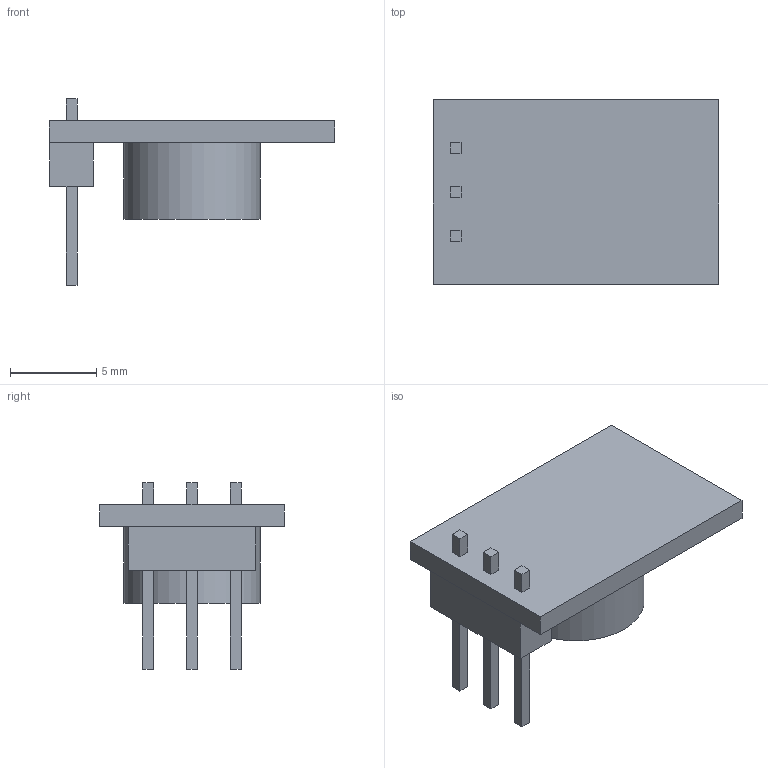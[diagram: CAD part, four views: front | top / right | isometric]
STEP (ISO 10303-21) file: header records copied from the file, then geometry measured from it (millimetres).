
FILE_DESCRIPTION(/* description */ (''),/* implementation_level */ '2;1');
FILE_NAME(/* name */ '409-01-01.stp',/* time_stamp */ '2018-12-25T21:39:09-06:00',/* author */ (''),/* organization */ (''),/* preprocessor_version */ 'ST-DEVELOPER v16.7',/* originating_system */ 'SIEMENS PLM Software NX 12.0',/* authorisation */ '');
FILE_SCHEMA (('AUTOMOTIVE_DESIGN { 1 0 10303 214 3 1 1 1 }'));
Length unit declared in the file: inch
Products named in the file (1): 409-01-01
Bounding box: 16.51 x 10.67 x 10.79 mm (x, y, z)
Volume: 495.6 mm3; surface area: 634.7 mm2
Topology: 1 solids, 1 shells, 43 faces, 99 edges, 66 vertices
Faces by surface type: plane 42, cylinder 1
Full cylindrical faces by diameter (mm): 7.874 x1
Entity records: 1520 total; most frequent: CARTESIAN_POINT 208, ORIENTED_EDGE 196, DIRECTION 188, EDGE_CURVE 98, LINE 96, VECTOR 96, VERTEX_POINT 66, EDGE_LOOP 52
